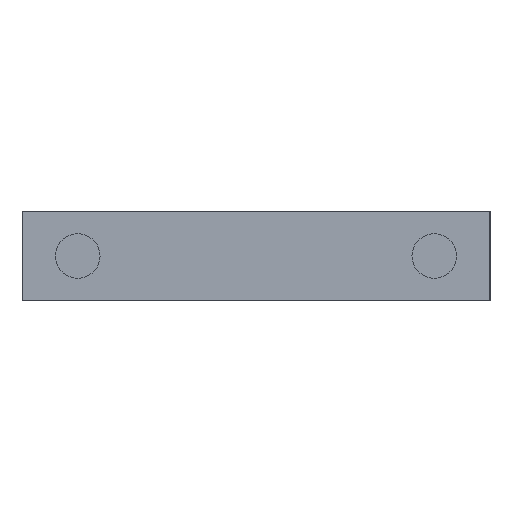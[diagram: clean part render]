
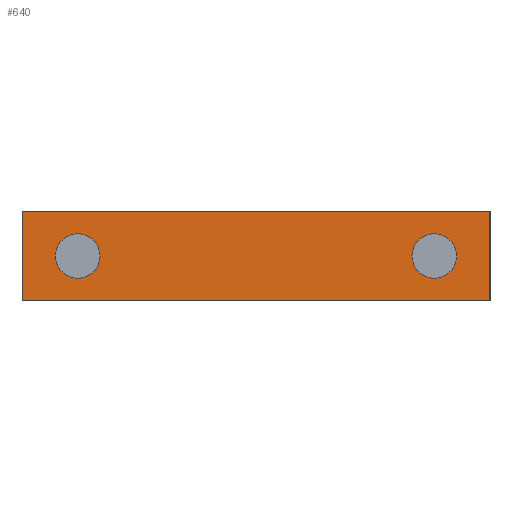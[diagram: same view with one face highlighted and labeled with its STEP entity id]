
A CAD part, left-side view. The second image highlights one B-rep face of the part: STEP entity #640.
In plain terms, the highlighted planar face has unit normal (-1, 0, 0).
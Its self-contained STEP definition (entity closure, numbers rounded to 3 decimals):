
#31 = CARTESIAN_POINT ( 'NONE',  ( -28.5, 21., 8. ) ) ;
#40 = AXIS2_PLACEMENT_3D ( 'NONE', #551, #531, #920 ) ;
#80 = FACE_BOUND ( 'NONE', #211, .T. ) ;
#83 = EDGE_LOOP ( 'NONE', ( #850, #516, #88, #504 ) ) ;
#87 = DIRECTION ( 'NONE',  ( -1., 0., 0. ) ) ;
#88 = ORIENTED_EDGE ( 'NONE', *, *, #611, .F. ) ;
#91 = VERTEX_POINT ( 'NONE', #174 ) ;
#104 = VERTEX_POINT ( 'NONE', #393 ) ;
#107 = ORIENTED_EDGE ( 'NONE', *, *, #318, .F. ) ;
#111 = CARTESIAN_POINT ( 'NONE',  ( -28.5, 21., 0. ) ) ;
#125 = EDGE_CURVE ( 'NONE', #854, #104, #697, .T. ) ;
#164 = ORIENTED_EDGE ( 'NONE', *, *, #939, .F. ) ;
#174 = CARTESIAN_POINT ( 'NONE',  ( -28.5, 16., 2. ) ) ;
#211 = EDGE_LOOP ( 'NONE', ( #107, #508 ) ) ;
#229 = VERTEX_POINT ( 'NONE', #111 ) ;
#247 = VERTEX_POINT ( 'NONE', #801 ) ;
#249 = DIRECTION ( 'NONE',  ( 1., 0., 0. ) ) ;
#278 = EDGE_LOOP ( 'NONE', ( #164, #547 ) ) ;
#291 = AXIS2_PLACEMENT_3D ( 'NONE', #623, #87, #317 ) ;
#317 = DIRECTION ( 'NONE',  ( 0., 0., -1. ) ) ;
#318 = EDGE_CURVE ( 'NONE', #550, #91, #415, .T. ) ;
#321 = FACE_BOUND ( 'NONE', #278, .T. ) ;
#323 = CARTESIAN_POINT ( 'NONE',  ( -28.5, -21., 8. ) ) ;
#324 = CARTESIAN_POINT ( 'NONE',  ( -28.5, 21., 8. ) ) ;
#338 = CARTESIAN_POINT ( 'NONE',  ( -28.5, -21., 0. ) ) ;
#351 = VECTOR ( 'NONE', #613, 1000. ) ;
#383 = LINE ( 'NONE', #679, #351 ) ;
#388 = FACE_OUTER_BOUND ( 'NONE', #83, .T. ) ;
#393 = CARTESIAN_POINT ( 'NONE',  ( -28.5, -21., 0. ) ) ;
#415 = CIRCLE ( 'NONE', #598, 2. ) ;
#418 = LINE ( 'NONE', #338, #698 ) ;
#464 = DIRECTION ( 'NONE',  ( 0., 0., -1. ) ) ;
#469 = CARTESIAN_POINT ( 'NONE',  ( -28.5, 16., 6. ) ) ;
#473 = PLANE ( 'NONE',  #960 ) ;
#504 = ORIENTED_EDGE ( 'NONE', *, *, #970, .T. ) ;
#506 = CIRCLE ( 'NONE', #40, 2. ) ;
#508 = ORIENTED_EDGE ( 'NONE', *, *, #761, .F. ) ;
#516 = ORIENTED_EDGE ( 'NONE', *, *, #125, .F. ) ;
#531 = DIRECTION ( 'NONE',  ( -1., 0., 0. ) ) ;
#539 = EDGE_CURVE ( 'NONE', #648, #247, #506, .T. ) ;
#547 = ORIENTED_EDGE ( 'NONE', *, *, #539, .F. ) ;
#550 = VERTEX_POINT ( 'NONE', #469 ) ;
#551 = CARTESIAN_POINT ( 'NONE',  ( -28.5, -16., 4. ) ) ;
#562 = CARTESIAN_POINT ( 'NONE',  ( -28.5, 16., 4. ) ) ;
#572 = DIRECTION ( 'NONE',  ( -1., 0., 0. ) ) ;
#573 = VECTOR ( 'NONE', #464, 1000. ) ;
#598 = AXIS2_PLACEMENT_3D ( 'NONE', #634, #797, #933 ) ;
#611 = EDGE_CURVE ( 'NONE', #722, #854, #383, .T. ) ;
#613 = DIRECTION ( 'NONE',  ( 0., -1., 0. ) ) ;
#623 = CARTESIAN_POINT ( 'NONE',  ( -28.5, -16., 4. ) ) ;
#628 = DIRECTION ( 'NONE',  ( 0., 0., -1. ) ) ;
#634 = CARTESIAN_POINT ( 'NONE',  ( -28.5, 16., 4. ) ) ;
#637 = DIRECTION ( 'NONE',  ( 0., -1., 0. ) ) ;
#640 = ADVANCED_FACE ( 'NONE', ( #80, #321, #388 ), #473, .F. ) ;
#648 = VERTEX_POINT ( 'NONE', #783 ) ;
#679 = CARTESIAN_POINT ( 'NONE',  ( -28.5, -21., 8. ) ) ;
#695 = CARTESIAN_POINT ( 'NONE',  ( -28.5, -21., 8. ) ) ;
#697 = LINE ( 'NONE', #323, #976 ) ;
#698 = VECTOR ( 'NONE', #637, 1000. ) ;
#700 = AXIS2_PLACEMENT_3D ( 'NONE', #562, #572, #931 ) ;
#722 = VERTEX_POINT ( 'NONE', #31 ) ;
#761 = EDGE_CURVE ( 'NONE', #91, #550, #780, .T. ) ;
#774 = EDGE_CURVE ( 'NONE', #229, #104, #418, .T. ) ;
#780 = CIRCLE ( 'NONE', #700, 2. ) ;
#783 = CARTESIAN_POINT ( 'NONE',  ( -28.5, -16., 2. ) ) ;
#786 = LINE ( 'NONE', #324, #573 ) ;
#797 = DIRECTION ( 'NONE',  ( -1., 0., 0. ) ) ;
#801 = CARTESIAN_POINT ( 'NONE',  ( -28.5, -16., 6. ) ) ;
#811 = CIRCLE ( 'NONE', #291, 2. ) ;
#812 = CARTESIAN_POINT ( 'NONE',  ( -28.5, -21., 8. ) ) ;
#850 = ORIENTED_EDGE ( 'NONE', *, *, #774, .T. ) ;
#854 = VERTEX_POINT ( 'NONE', #812 ) ;
#920 = DIRECTION ( 'NONE',  ( 0., 0., -1. ) ) ;
#931 = DIRECTION ( 'NONE',  ( 0., 0., 1. ) ) ;
#933 = DIRECTION ( 'NONE',  ( 0., 0., 1. ) ) ;
#939 = EDGE_CURVE ( 'NONE', #247, #648, #811, .T. ) ;
#947 = DIRECTION ( 'NONE',  ( 0., 0., -1. ) ) ;
#960 = AXIS2_PLACEMENT_3D ( 'NONE', #695, #249, #947 ) ;
#970 = EDGE_CURVE ( 'NONE', #722, #229, #786, .T. ) ;
#976 = VECTOR ( 'NONE', #628, 1000. ) ;
